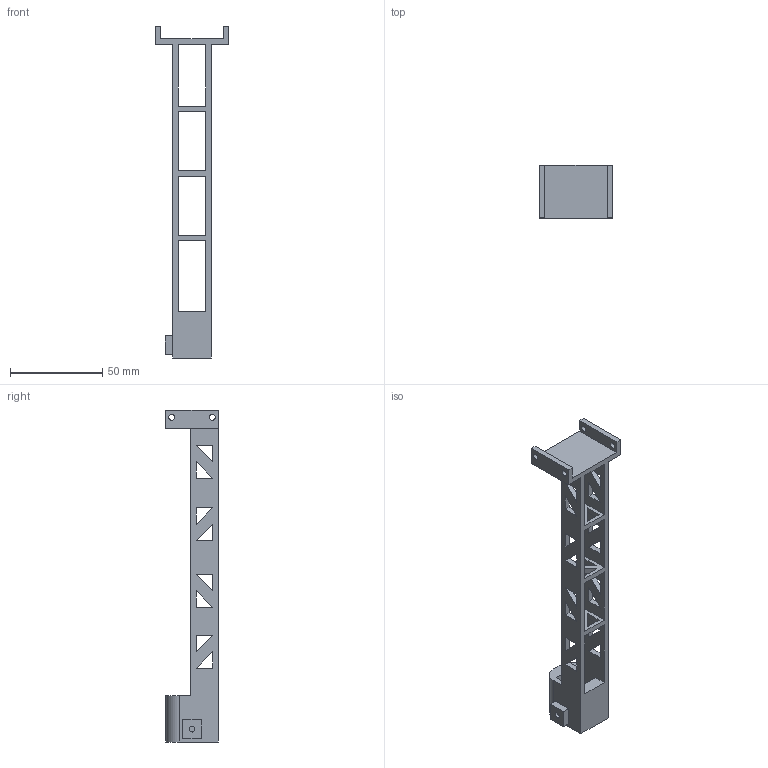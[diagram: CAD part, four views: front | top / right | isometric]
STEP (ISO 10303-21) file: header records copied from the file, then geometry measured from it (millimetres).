
FILE_DESCRIPTION(/* description */ (''),/* implementation_level */ '2;1');
FILE_NAME(/* name */ 'SeminarLinkMarker.step',/* time_stamp */ '2025-05-16T09:33:12+02:00',/* author */ (''),/* organization */ (''),/* preprocessor_version */ 'ST-DEVELOPER v20.1',/* originating_system */ 'Autodesk Translation Framework v14.4.0.0',/* authorisation */ '');
FILE_SCHEMA (('AUTOMOTIVE_DESIGN { 1 0 10303 214 3 1 1 }'));
Length unit declared in the file: millimetre
Products named in the file (1): SeminarLinkMarker
Bounding box: 40 x 28.5 x 180 mm (x, y, z)
Volume: 25920.2 mm3; surface area: 20304.2 mm2
Topology: 1 solids, 1 shells, 116 faces, 348 edges, 232 vertices
Faces by surface type: plane 108, cylinder 8
Full cylindrical faces by diameter (mm): 3.2 x6
Entity records: 4013 total; most frequent: CARTESIAN_POINT 697, ORIENTED_EDGE 696, DIRECTION 598, EDGE_CURVE 348, LINE 332, VECTOR 332, VERTEX_POINT 232, EDGE_LOOP 180
